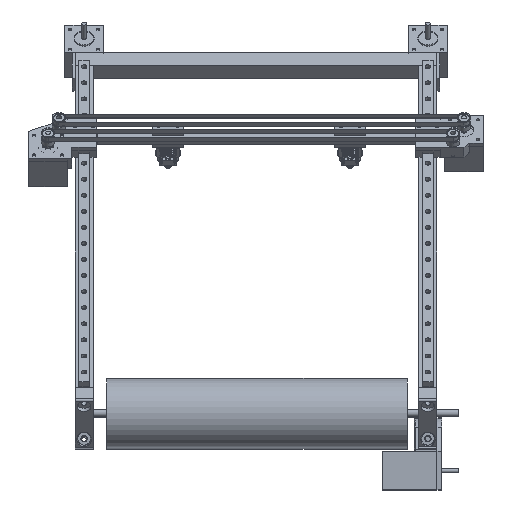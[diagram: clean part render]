
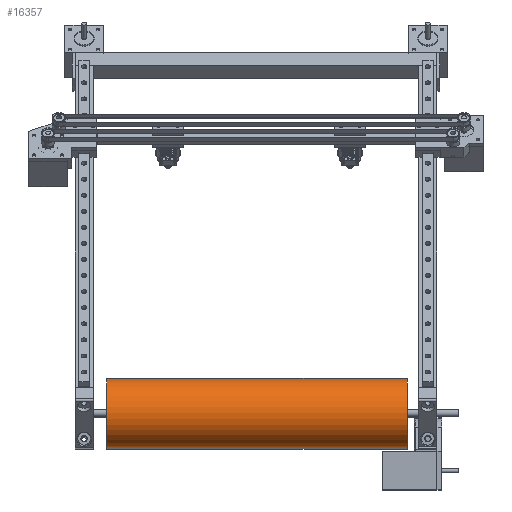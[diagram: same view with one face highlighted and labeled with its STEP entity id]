
A CAD part, top view. The second image highlights one B-rep face of the part: STEP entity #16357.
In plain terms, the highlighted cylindrical face has radius 38.1 mm (diameter 76.2 mm), a full revolution.
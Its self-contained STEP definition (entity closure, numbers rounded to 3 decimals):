
#1647=FACE_OUTER_BOUND('',#2717,.T.);
#2717=EDGE_LOOP('',(#13170,#13171,#13172,#13173));
#4297=LINE('',#26119,#5768);
#5768=VECTOR('',#20959,38.1);
#6829=CIRCLE('',#17726,38.1);
#6830=CIRCLE('',#17727,38.1);
#8003=VERTEX_POINT('',#26116);
#8004=VERTEX_POINT('',#26118);
#9896=EDGE_CURVE('',#8003,#8003,#6829,.T.);
#9897=EDGE_CURVE('',#8003,#8004,#4297,.T.);
#9898=EDGE_CURVE('',#8004,#8004,#6830,.T.);
#13170=ORIENTED_EDGE('',*,*,#9896,.F.);
#13171=ORIENTED_EDGE('',*,*,#9897,.T.);
#13172=ORIENTED_EDGE('',*,*,#9898,.F.);
#13173=ORIENTED_EDGE('',*,*,#9897,.F.);
#15727=CYLINDRICAL_SURFACE('',#17725,38.1);
#16357=ADVANCED_FACE('',(#1647),#15727,.T.);
#17725=AXIS2_PLACEMENT_3D('',#26115,#20955,#20956);
#17726=AXIS2_PLACEMENT_3D('',#26117,#20957,#20958);
#17727=AXIS2_PLACEMENT_3D('',#26120,#20960,#20961);
#20955=DIRECTION('center_axis',(-1.,0.,0.));
#20956=DIRECTION('ref_axis',(0.,0.,-1.));
#20957=DIRECTION('center_axis',(-1.,0.,0.));
#20958=DIRECTION('ref_axis',(0.,0.,-1.));
#20959=DIRECTION('',(1.,0.,0.));
#20960=DIRECTION('center_axis',(1.,0.,0.));
#20961=DIRECTION('ref_axis',(0.,0.,-1.));
#26115=CARTESIAN_POINT('Origin',(394.166,145.049,38.695));
#26116=CARTESIAN_POINT('',(64.966,145.049,76.795));
#26117=CARTESIAN_POINT('Origin',(64.966,145.049,38.695));
#26118=CARTESIAN_POINT('',(395.166,145.049,76.795));
#26119=CARTESIAN_POINT('',(394.166,145.049,76.795));
#26120=CARTESIAN_POINT('Origin',(395.166,145.049,38.695));
